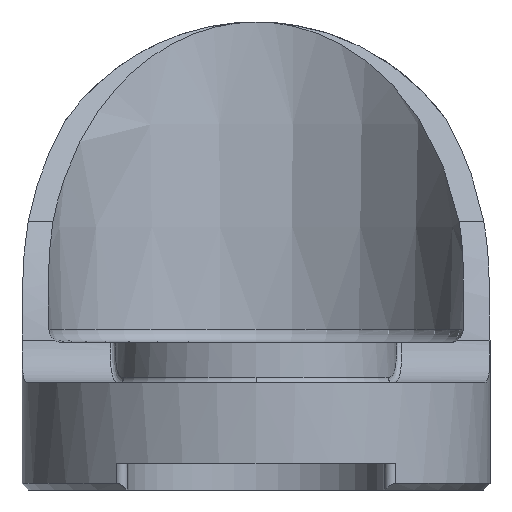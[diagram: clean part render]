
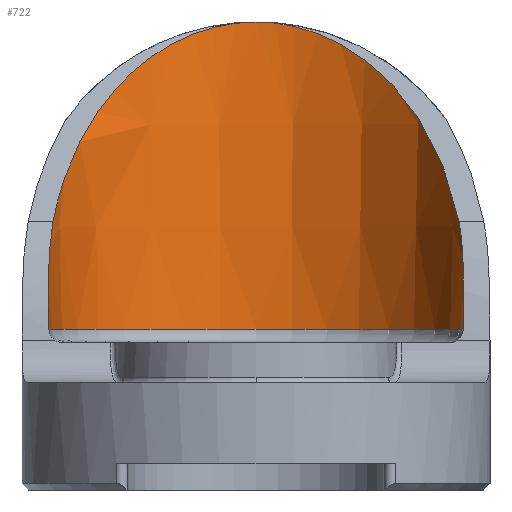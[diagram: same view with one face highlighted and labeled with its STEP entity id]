
A CAD part, front view. The second image highlights one B-rep face of the part: STEP entity #722.
In plain terms, the highlighted conical face has half-angle 1.5 degrees and reference radius 15.431 mm.
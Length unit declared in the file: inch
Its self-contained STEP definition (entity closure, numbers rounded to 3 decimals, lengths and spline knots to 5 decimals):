
#4 = ORIENTED_EDGE ( 'NONE', *, *, #1152, .T. ) ;
#9 = CARTESIAN_POINT ( 'NONE',  ( 0.59654, 0.15679, 0.78795 ) ) ;
#26 = B_SPLINE_CURVE_WITH_KNOTS ( 'NONE', 3,
 ( #898, #635, #350, #313, #1000, #1112, #30, #343 ),
 .UNSPECIFIED., .F., .F.,
 ( 4, 2, 2, 4 ),
 ( 0.00081, 0.00528, 0.00751, 0.00975 ),
 .UNSPECIFIED. ) ;
#30 = CARTESIAN_POINT ( 'NONE',  ( 0.60078, 0.13826, 0.76507 ) ) ;
#39 = EDGE_CURVE ( 'NONE', #242, #883, #26, .T. ) ;
#57 = CARTESIAN_POINT ( 'NONE',  ( 0.29739, 0.63217, 1.375 ) ) ;
#72 = CARTESIAN_POINT ( 'NONE',  ( 0., 0.63217, 1.375 ) ) ;
#104 = CARTESIAN_POINT ( 'NONE',  ( 0.59654, 0.15679, 0.78795 ) ) ;
#106 = CIRCLE ( 'NONE', #1301, 0.60852 ) ;
#123 = CARTESIAN_POINT ( 'NONE',  ( 0., 0.63217, 1.375 ) ) ;
#155 = VERTEX_POINT ( 'NONE', #864 ) ;
#224 = AXIS2_PLACEMENT_3D ( 'NONE', #446, #316, #1153 ) ;
#242 = VERTEX_POINT ( 'NONE', #510 ) ;
#292 = B_SPLINE_CURVE_WITH_KNOTS ( 'NONE', 3,
 ( #958, #1023, #968, #951, #953, #766, #768, #764, #991, #995 ),
 .UNSPECIFIED., .F., .F.,
 ( 4, 2, 2, 2, 4 ),
 ( 0., 0.00447, 0.00558, 0.0067, 0.00893 ),
 .UNSPECIFIED. ) ;
#297 = ORIENTED_EDGE ( 'NONE', *, *, #984, .T. ) ;
#298 = ORIENTED_EDGE ( 'NONE', *, *, #467, .T. ) ;
#313 = CARTESIAN_POINT ( 'NONE',  ( 0.60908, 0.07522, 0.66512 ) ) ;
#316 = DIRECTION ( 'NONE',  ( 0., 0., 1. ) ) ;
#343 = CARTESIAN_POINT ( 'NONE',  ( 0.59654, 0.15679, 0.78795 ) ) ;
#350 = CARTESIAN_POINT ( 'NONE',  ( 0.61088, 0.03716, 0.5852 ) ) ;
#380 = CARTESIAN_POINT ( 'NONE',  ( -0.60849, 0.00605, 0.47195 ) ) ;
#446 = CARTESIAN_POINT ( 'NONE',  ( 0., 0., 0.433 ) ) ;
#467 = EDGE_CURVE ( 'NONE', #846, #155, #1026, .T. ) ;
#496 = CONICAL_SURFACE ( 'NONE', #224, 0.6075, 0.026 ) ;
#510 = CARTESIAN_POINT ( 'NONE',  ( 0.60849, 0.00605, 0.47195 ) ) ;
#585 = ORIENTED_EDGE ( 'NONE', *, *, #935, .T. ) ;
#632 = ORIENTED_EDGE ( 'NONE', *, *, #39, .T. ) ;
#633 = VERTEX_POINT ( 'NONE', #380 ) ;
#635 = CARTESIAN_POINT ( 'NONE',  ( 0.60988, 0.01833, 0.5297 ) ) ;
#686 = DIRECTION ( 'NONE',  ( 1., 0., 0. ) ) ;
#692 = CARTESIAN_POINT ( 'NONE',  ( 0., 0., 0.47195 ) ) ;
#722 = ADVANCED_FACE ( 'NONE', ( #1029 ), #496, .F. ) ;
#763 = DIRECTION ( 'NONE',  ( 0., 0., -1. ) ) ;
#764 = CARTESIAN_POINT ( 'NONE',  ( -0.60977, 0.02005, 0.52941 ) ) ;
#766 = CARTESIAN_POINT ( 'NONE',  ( -0.61024, 0.03956, 0.58542 ) ) ;
#768 = CARTESIAN_POINT ( 'NONE',  ( -0.61018, 0.03436, 0.57147 ) ) ;
#846 = VERTEX_POINT ( 'NONE', #123 ) ;
#864 = CARTESIAN_POINT ( 'NONE',  ( -0.59654, 0.15679, 0.78795 ) ) ;
#883 = VERTEX_POINT ( 'NONE', #104 ) ;
#898 = CARTESIAN_POINT ( 'NONE',  ( 0.60849, 0.00605, 0.47195 ) ) ;
#935 = EDGE_CURVE ( 'NONE', #633, #242, #106, .T. ) ;
#939 =( BOUNDED_CURVE ( )  B_SPLINE_CURVE ( 3, ( #9, #1306, #57, #72 ),
 .UNSPECIFIED., .F., .T. ) 
 B_SPLINE_CURVE_WITH_KNOTS ( ( 4, 4 ),
 ( 4.93799, 6.28319 ),
 .UNSPECIFIED. ) 
 CURVE ( )  GEOMETRIC_REPRESENTATION_ITEM ( )  RATIONAL_B_SPLINE_CURVE ( ( 1., 0.855, 0.855, 1. ) ) 
 REPRESENTATION_ITEM ( '' )  );
#951 = CARTESIAN_POINT ( 'NONE',  ( -0.60996, 0.05672, 0.62633 ) ) ;
#953 = CARTESIAN_POINT ( 'NONE',  ( -0.61013, 0.05075, 0.61285 ) ) ;
#958 = CARTESIAN_POINT ( 'NONE',  ( -0.59654, 0.15679, 0.78795 ) ) ;
#965 = CARTESIAN_POINT ( 'NONE',  ( -0.59654, 0.15679, 0.78795 ) ) ;
#968 = CARTESIAN_POINT ( 'NONE',  ( -0.60843, 0.08844, 0.69265 ) ) ;
#972 = CARTESIAN_POINT ( 'NONE',  ( -0.53001, 0.44679, 1.14608 ) ) ;
#984 = EDGE_CURVE ( 'NONE', #155, #633, #292, .T. ) ;
#991 = CARTESIAN_POINT ( 'NONE',  ( -0.60919, 0.0122, 0.50091 ) ) ;
#995 = CARTESIAN_POINT ( 'NONE',  ( -0.60849, 0.00605, 0.47195 ) ) ;
#1000 = CARTESIAN_POINT ( 'NONE',  ( 0.6079, 0.08962, 0.69124 ) ) ;
#1023 = CARTESIAN_POINT ( 'NONE',  ( -0.60504, 0.1197, 0.74216 ) ) ;
#1026 =( BOUNDED_CURVE ( )  B_SPLINE_CURVE ( 3, ( #1096, #1090, #972, #965 ),
 .UNSPECIFIED., .F., .T. ) 
 B_SPLINE_CURVE_WITH_KNOTS ( ( 4, 4 ),
 ( 0., 1.34519 ),
 .UNSPECIFIED. ) 
 CURVE ( )  GEOMETRIC_REPRESENTATION_ITEM ( )  RATIONAL_B_SPLINE_CURVE ( ( 1., 0.855, 0.855, 1. ) ) 
 REPRESENTATION_ITEM ( '' )  );
#1029 = FACE_OUTER_BOUND ( 'NONE', #1035, .T. ) ;
#1035 = EDGE_LOOP ( 'NONE', ( #297, #585, #632, #4, #298 ) ) ;
#1090 = CARTESIAN_POINT ( 'NONE',  ( -0.29739, 0.63217, 1.375 ) ) ;
#1096 = CARTESIAN_POINT ( 'NONE',  ( 0., 0.63217, 1.375 ) ) ;
#1112 = CARTESIAN_POINT ( 'NONE',  ( 0.60375, 0.12111, 0.74115 ) ) ;
#1152 = EDGE_CURVE ( 'NONE', #883, #846, #939, .T. ) ;
#1153 = DIRECTION ( 'NONE',  ( 1., 0., 0. ) ) ;
#1301 = AXIS2_PLACEMENT_3D ( 'NONE', #692, #763, #686 ) ;
#1306 = CARTESIAN_POINT ( 'NONE',  ( 0.53001, 0.44679, 1.14608 ) ) ;
